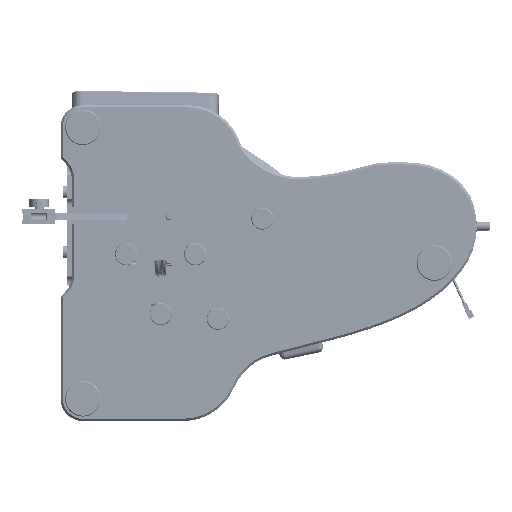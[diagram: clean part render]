
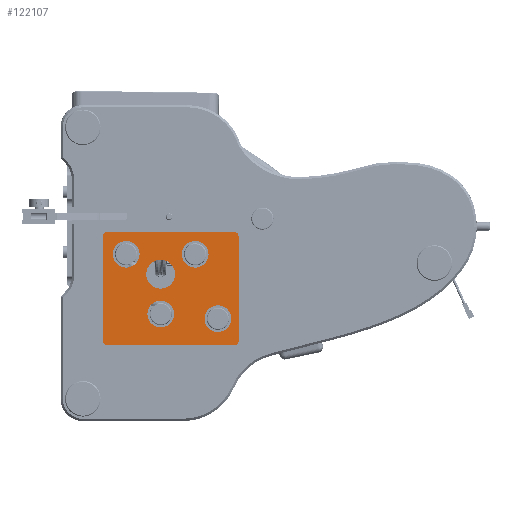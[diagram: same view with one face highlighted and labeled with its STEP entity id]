
A CAD part, front view. The second image highlights one B-rep face of the part: STEP entity #122107.
In plain terms, the highlighted planar face has unit normal (0, -1, 0).
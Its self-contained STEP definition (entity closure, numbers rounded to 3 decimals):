
#37002=CARTESIAN_POINT('',(0.,-13.5,0.));
#37003=DIRECTION('',(0.,1.,0.));
#37004=DIRECTION('',(1.,0.,0.));
#37005=AXIS2_PLACEMENT_3D('',#37002,#37003,#37004);
#37024=CARTESIAN_POINT('',(0.,-13.5,0.));
#37025=DIRECTION('',(0.,1.,0.));
#37026=DIRECTION('',(-1.,0.,0.));
#37027=AXIS2_PLACEMENT_3D('',#37024,#37025,#37026);
#38081=CARTESIAN_POINT('',(25.71,-13.5,-20.));
#38082=DIRECTION('',(0.,-1.,0.));
#38083=DIRECTION('',(1.,0.,0.));
#38084=AXIS2_PLACEMENT_3D('',#38081,#38082,#38083);
#38104=CARTESIAN_POINT('',(-24.,-13.5,17.));
#38105=DIRECTION('',(0.,-1.,0.));
#38106=DIRECTION('',(0.,0.,1.));
#38107=AXIS2_PLACEMENT_3D('',#38104,#38105,#38106);
#38109=DIRECTION('',(-1.,0.,0.));
#38110=VECTOR('',#38109,57.);
#38111=CARTESIAN_POINT('',(33.,-13.5,19.));
#38112=LINE('',#38111,#38110);
#38113=CARTESIAN_POINT('',(33.,-13.5,17.));
#38114=DIRECTION('',(0.,-1.,0.));
#38115=DIRECTION('',(1.,0.,0.));
#38116=AXIS2_PLACEMENT_3D('',#38113,#38114,#38115);
#38118=DIRECTION('',(0.,0.,1.));
#38119=VECTOR('',#38118,47.);
#38120=CARTESIAN_POINT('',(35.,-13.5,-30.));
#38121=LINE('',#38120,#38119);
#38122=CARTESIAN_POINT('',(33.,-13.5,-30.));
#38123=DIRECTION('',(0.,-1.,0.));
#38124=DIRECTION('',(0.,0.,-1.));
#38125=AXIS2_PLACEMENT_3D('',#38122,#38123,#38124);
#38127=DIRECTION('',(1.,0.,0.));
#38128=VECTOR('',#38127,57.);
#38129=CARTESIAN_POINT('',(-24.,-13.5,-32.));
#38130=LINE('',#38129,#38128);
#38131=CARTESIAN_POINT('',(-24.,-13.5,-30.));
#38132=DIRECTION('',(0.,-1.,0.));
#38133=DIRECTION('',(-1.,0.,0.));
#38134=AXIS2_PLACEMENT_3D('',#38131,#38132,#38133);
#38136=DIRECTION('',(0.,0.,-1.));
#38137=VECTOR('',#38136,47.);
#38138=CARTESIAN_POINT('',(-26.,-13.5,17.));
#38139=LINE('',#38138,#38137);
#42394=CARTESIAN_POINT('',(25.71,-13.5,-20.));
#42395=DIRECTION('',(0.,-1.,0.));
#42396=DIRECTION('',(-1.,0.,0.));
#42397=AXIS2_PLACEMENT_3D('',#42394,#42395,#42396);
#57314=CARTESIAN_POINT('',(0.,-13.5,-17.9));
#57315=DIRECTION('',(0.,-1.,0.));
#57316=DIRECTION('',(-1.,0.,0.));
#57317=AXIS2_PLACEMENT_3D('',#57314,#57315,#57316);
#57337=CARTESIAN_POINT('',(0.,-13.5,-17.9));
#57338=DIRECTION('',(0.,-1.,0.));
#57339=DIRECTION('',(1.,0.,0.));
#57340=AXIS2_PLACEMENT_3D('',#57337,#57338,#57339);
#57632=CARTESIAN_POINT('',(-15.502,-13.5,8.95));
#57633=DIRECTION('',(0.,-1.,0.));
#57634=DIRECTION('',(-1.,0.,0.));
#57635=AXIS2_PLACEMENT_3D('',#57632,#57633,#57634);
#57832=CARTESIAN_POINT('',(-15.502,-13.5,8.95));
#57833=DIRECTION('',(0.,-1.,0.));
#57834=DIRECTION('',(1.,0.,0.));
#57835=AXIS2_PLACEMENT_3D('',#57832,#57833,#57834);
#57932=CARTESIAN_POINT('',(15.502,-13.5,8.95));
#57933=DIRECTION('',(0.,-1.,0.));
#57934=DIRECTION('',(-1.,0.,0.));
#57935=AXIS2_PLACEMENT_3D('',#57932,#57933,#57934);
#57942=CARTESIAN_POINT('',(15.502,-13.5,8.95));
#57943=DIRECTION('',(0.,-1.,0.));
#57944=DIRECTION('',(1.,0.,0.));
#57945=AXIS2_PLACEMENT_3D('',#57942,#57943,#57944);
#70842=CARTESIAN_POINT('',(-24.,-13.5,19.));
#70843=CARTESIAN_POINT('',(-26.,-13.5,17.));
#70844=VERTEX_POINT('',#70842);
#70845=VERTEX_POINT('',#70843);
#70846=CARTESIAN_POINT('',(-26.,-13.5,-30.));
#70847=VERTEX_POINT('',#70846);
#70848=CARTESIAN_POINT('',(-24.,-13.5,-32.));
#70849=VERTEX_POINT('',#70848);
#70850=CARTESIAN_POINT('',(33.,-13.5,-32.));
#70851=VERTEX_POINT('',#70850);
#70852=CARTESIAN_POINT('',(35.,-13.5,-30.));
#70853=VERTEX_POINT('',#70852);
#70854=CARTESIAN_POINT('',(35.,-13.5,17.));
#70855=VERTEX_POINT('',#70854);
#70856=CARTESIAN_POINT('',(33.,-13.5,19.));
#70857=VERTEX_POINT('',#70856);
#70874=CARTESIAN_POINT('',(-6.5,-13.5,0.));
#70875=CARTESIAN_POINT('',(6.5,-13.5,0.));
#70876=VERTEX_POINT('',#70874);
#70877=VERTEX_POINT('',#70875);
#70878=CARTESIAN_POINT('',(-6.,-13.5,-17.9));
#70879=CARTESIAN_POINT('',(6.,-13.5,-17.9));
#70880=VERTEX_POINT('',#70878);
#70881=VERTEX_POINT('',#70879);
#70882=CARTESIAN_POINT('',(-21.502,-13.5,8.95));
#70883=CARTESIAN_POINT('',(-9.502,-13.5,8.95));
#70884=VERTEX_POINT('',#70882);
#70885=VERTEX_POINT('',#70883);
#70886=CARTESIAN_POINT('',(9.502,-13.5,8.95));
#70887=CARTESIAN_POINT('',(21.502,-13.5,8.95));
#70888=VERTEX_POINT('',#70886);
#70889=VERTEX_POINT('',#70887);
#70890=CARTESIAN_POINT('',(19.71,-13.5,-20.));
#70891=CARTESIAN_POINT('',(31.71,-13.5,-20.));
#70892=VERTEX_POINT('',#70890);
#70893=VERTEX_POINT('',#70891);
#122057=CARTESIAN_POINT('',(0.,-13.5,0.));
#122058=DIRECTION('',(0.,-1.,0.));
#122059=DIRECTION('',(1.,0.,0.));
#122060=AXIS2_PLACEMENT_3D('',#122057,#122058,#122059);
#122061=PLANE('',#122060);
#122063=ORIENTED_EDGE('',*,*,#122062,.F.);
#122065=ORIENTED_EDGE('',*,*,#122064,.F.);
#122067=ORIENTED_EDGE('',*,*,#122066,.F.);
#122069=ORIENTED_EDGE('',*,*,#122068,.F.);
#122071=ORIENTED_EDGE('',*,*,#122070,.F.);
#122073=ORIENTED_EDGE('',*,*,#122072,.F.);
#122075=ORIENTED_EDGE('',*,*,#122074,.F.);
#122077=ORIENTED_EDGE('',*,*,#122076,.F.);
#122078=EDGE_LOOP('',(#122063,#122065,#122067,#122069,#122071,#122073,#122075,
#122077));
#122079=FACE_OUTER_BOUND('',#122078,.F.);
#122080=ORIENTED_EDGE('',*,*,#121351,.F.);
#122081=ORIENTED_EDGE('',*,*,#121333,.F.);
#122082=EDGE_LOOP('',(#122080,#122081));
#122083=FACE_BOUND('',#122082,.F.);
#122085=ORIENTED_EDGE('',*,*,#122084,.T.);
#122087=ORIENTED_EDGE('',*,*,#122086,.T.);
#122088=EDGE_LOOP('',(#122085,#122087));
#122089=FACE_BOUND('',#122088,.F.);
#122091=ORIENTED_EDGE('',*,*,#122090,.T.);
#122093=ORIENTED_EDGE('',*,*,#122092,.T.);
#122094=EDGE_LOOP('',(#122091,#122093));
#122095=FACE_BOUND('',#122094,.F.);
#122097=ORIENTED_EDGE('',*,*,#122096,.T.);
#122099=ORIENTED_EDGE('',*,*,#122098,.T.);
#122100=EDGE_LOOP('',(#122097,#122099));
#122101=FACE_BOUND('',#122100,.F.);
#122103=ORIENTED_EDGE('',*,*,#122102,.T.);
#122104=ORIENTED_EDGE('',*,*,#122039,.T.);
#122105=EDGE_LOOP('',(#122103,#122104));
#122106=FACE_BOUND('',#122105,.F.);
#122107=ADVANCED_FACE('',(#122079,#122083,#122089,#122095,#122101,#122106),
#122061,.T.);
#37006=CIRCLE('',#37005,6.5);
#37028=CIRCLE('',#37027,6.5);
#38085=CIRCLE('',#38084,6.);
#38108=CIRCLE('',#38107,2.);
#38117=CIRCLE('',#38116,2.);
#38126=CIRCLE('',#38125,2.);
#38135=CIRCLE('',#38134,2.);
#42398=CIRCLE('',#42397,6.);
#57318=CIRCLE('',#57317,6.);
#57341=CIRCLE('',#57340,6.);
#57636=CIRCLE('',#57635,6.);
#57836=CIRCLE('',#57835,6.);
#57936=CIRCLE('',#57935,6.);
#57946=CIRCLE('',#57945,6.);
#121333=EDGE_CURVE('',#70877,#70876,#37006,.T.);
#121351=EDGE_CURVE('',#70876,#70877,#37028,.T.);
#122039=EDGE_CURVE('',#70893,#70892,#38085,.T.);
#122062=EDGE_CURVE('',#70844,#70845,#38108,.T.);
#122064=EDGE_CURVE('',#70857,#70844,#38112,.T.);
#122066=EDGE_CURVE('',#70855,#70857,#38117,.T.);
#122068=EDGE_CURVE('',#70853,#70855,#38121,.T.);
#122070=EDGE_CURVE('',#70851,#70853,#38126,.T.);
#122072=EDGE_CURVE('',#70849,#70851,#38130,.T.);
#122074=EDGE_CURVE('',#70847,#70849,#38135,.T.);
#122076=EDGE_CURVE('',#70845,#70847,#38139,.T.);
#122084=EDGE_CURVE('',#70880,#70881,#57318,.T.);
#122086=EDGE_CURVE('',#70881,#70880,#57341,.T.);
#122090=EDGE_CURVE('',#70884,#70885,#57636,.T.);
#122092=EDGE_CURVE('',#70885,#70884,#57836,.T.);
#122096=EDGE_CURVE('',#70888,#70889,#57936,.T.);
#122098=EDGE_CURVE('',#70889,#70888,#57946,.T.);
#122102=EDGE_CURVE('',#70892,#70893,#42398,.T.);
